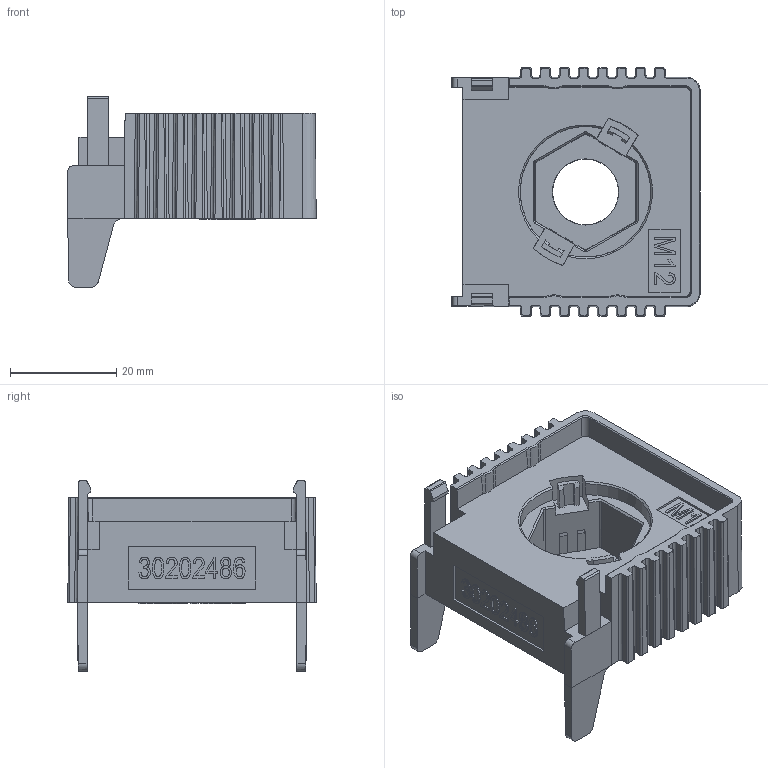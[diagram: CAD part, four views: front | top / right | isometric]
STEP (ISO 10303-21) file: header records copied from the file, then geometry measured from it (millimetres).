
FILE_DESCRIPTION(/* description */ (''),/* implementation_level */ '2;1');
FILE_NAME(/* name */ 'FILE_STP_CAD_DRAWING_3d_GLX552_prt.stp',/* time_stamp */ '2023-04-21T16:21:35+02:00',/* author */ (''),/* organization */ (''),/* preprocessor_version */ 'ST-DEVELOPER v16.7',/* originating_system */ 'SIEMENS PLM Software NX 12.0',/* authorisation */ '');
FILE_SCHEMA (('AUTOMOTIVE_DESIGN { 1 0 10303 214 3 1 1 1 }'));
Length unit declared in the file: millimetre
Products named in the file (1): 3d_GLX552
Bounding box: 46.8 x 46.8 x 35.93 mm (x, y, z)
Surface area: 14755.2 mm2 (no closed solid volume)
Topology: 0 solids, 1 shells, 685 faces, 1891 edges, 1246 vertices
Faces by surface type: plane 405, cylinder 147, extrusion 48, cone 43, bspline 42
Entity records: 24555 total; most frequent: CARTESIAN_POINT 7442, ORIENTED_EDGE 3728, DIRECTION 3216, EDGE_CURVE 1889, VECTOR 1274, VERTEX_POINT 1244, LINE 1226, AXIS2_PLACEMENT_3D 971
